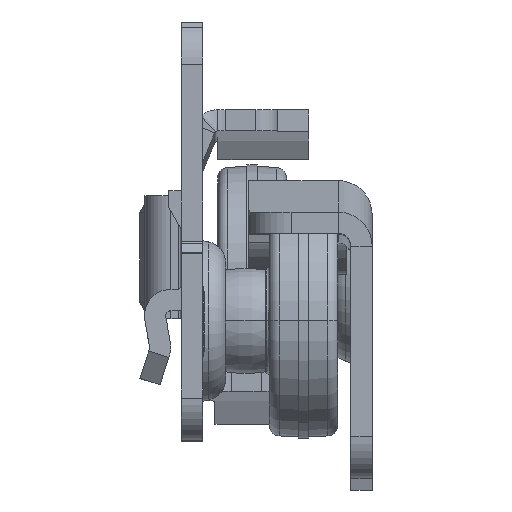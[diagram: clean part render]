
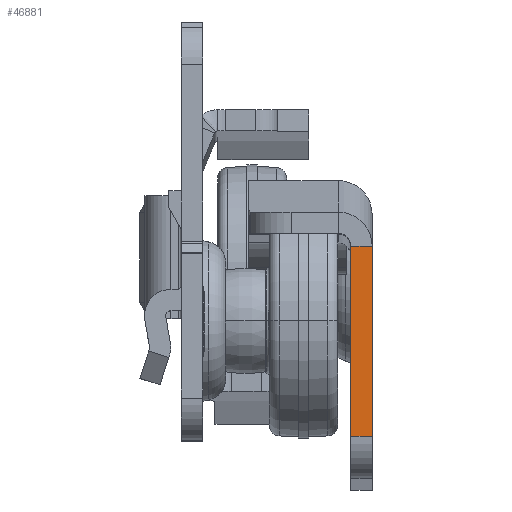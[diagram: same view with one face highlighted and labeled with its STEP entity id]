
A CAD part, top view. The second image highlights one B-rep face of the part: STEP entity #46881.
In plain terms, the highlighted planar face has unit normal (0, 0, 1).
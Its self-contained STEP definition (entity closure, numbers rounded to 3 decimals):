
#664 = CARTESIAN_POINT ( 'NONE',  ( -2., 10.226, 595.5 ) ) ;
#914 = CARTESIAN_POINT ( 'NONE',  ( -2., 10.226, 595.5 ) ) ;
#1447 = ORIENTED_EDGE ( 'NONE', *, *, #30867, .F. ) ;
#3772 = CARTESIAN_POINT ( 'NONE',  ( -2., -7.75, 595.5 ) ) ;
#7197 = DIRECTION ( 'NONE',  ( 0., -1., 0. ) ) ;
#8517 = ORIENTED_EDGE ( 'NONE', *, *, #47474, .T. ) ;
#9572 = LINE ( 'NONE', #664, #38988 ) ;
#11107 = VECTOR ( 'NONE', #7197, 1000. ) ;
#13084 = DIRECTION ( 'NONE',  ( 1., 0., 0. ) ) ;
#14017 = LINE ( 'NONE', #43278, #31852 ) ;
#15715 = PLANE ( 'NONE',  #16206 ) ;
#15982 = CARTESIAN_POINT ( 'NONE',  ( -2., -11.75, 595.5 ) ) ;
#16206 = AXIS2_PLACEMENT_3D ( 'NONE', #15982, #36323, #52283 ) ;
#18522 = ORIENTED_EDGE ( 'NONE', *, *, #33870, .F. ) ;
#19137 = LINE ( 'NONE', #39419, #11107 ) ;
#19375 = VERTEX_POINT ( 'NONE', #3772 ) ;
#19707 = CARTESIAN_POINT ( 'NONE',  ( 0., -11.75, 595.5 ) ) ;
#19782 = FACE_OUTER_BOUND ( 'NONE', #45377, .T. ) ;
#26636 = VECTOR ( 'NONE', #44371, 1000. ) ;
#29440 = VERTEX_POINT ( 'NONE', #50645 ) ;
#30277 = VERTEX_POINT ( 'NONE', #34846 ) ;
#30867 = EDGE_CURVE ( 'NONE', #29440, #30277, #39760, .T. ) ;
#31117 = DIRECTION ( 'NONE',  ( 1., 0., 0. ) ) ;
#31852 = VECTOR ( 'NONE', #31117, 1000. ) ;
#33870 = EDGE_CURVE ( 'NONE', #35592, #29440, #9572, .T. ) ;
#34846 = CARTESIAN_POINT ( 'NONE',  ( 0., -7.75, 595.5 ) ) ;
#35592 = VERTEX_POINT ( 'NONE', #914 ) ;
#36323 = DIRECTION ( 'NONE',  ( 0., 0., 1. ) ) ;
#38988 = VECTOR ( 'NONE', #13084, 1000. ) ;
#39419 = CARTESIAN_POINT ( 'NONE',  ( -2., -11.75, 595.5 ) ) ;
#39760 = LINE ( 'NONE', #19707, #26636 ) ;
#40697 = ORIENTED_EDGE ( 'NONE', *, *, #53011, .T. ) ;
#43278 = CARTESIAN_POINT ( 'NONE',  ( -2., -7.75, 595.5 ) ) ;
#44371 = DIRECTION ( 'NONE',  ( 0., -1., 0. ) ) ;
#45377 = EDGE_LOOP ( 'NONE', ( #18522, #8517, #40697, #1447 ) ) ;
#46881 = ADVANCED_FACE ( 'NONE', ( #19782 ), #15715, .T. ) ;
#47474 = EDGE_CURVE ( 'NONE', #35592, #19375, #19137, .T. ) ;
#50645 = CARTESIAN_POINT ( 'NONE',  ( 0., 10.226, 595.5 ) ) ;
#52283 = DIRECTION ( 'NONE',  ( 1., 0., 0. ) ) ;
#53011 = EDGE_CURVE ( 'NONE', #19375, #30277, #14017, .T. ) ;
